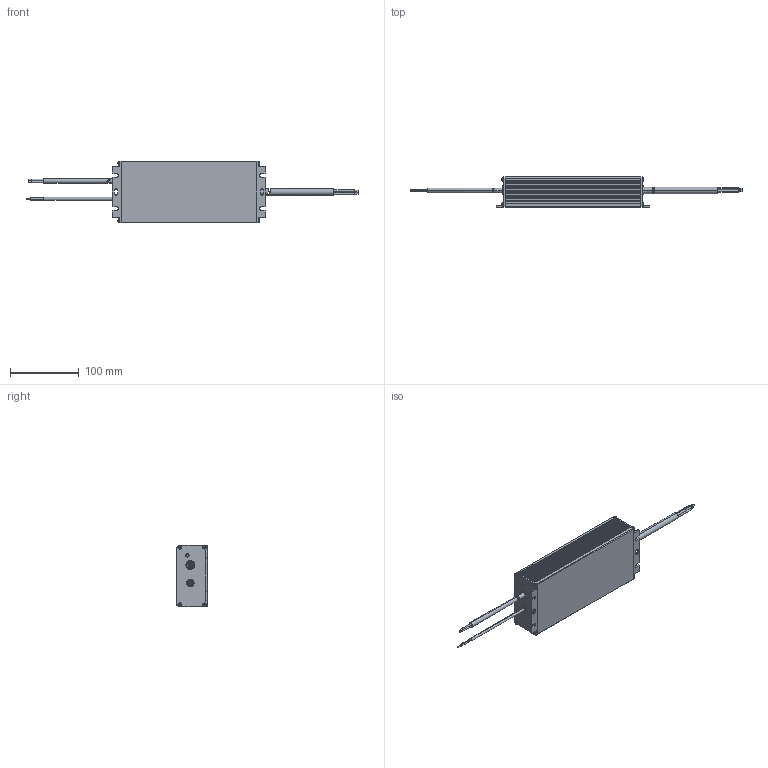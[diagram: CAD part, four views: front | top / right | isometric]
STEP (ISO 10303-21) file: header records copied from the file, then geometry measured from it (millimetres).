
FILE_DESCRIPTION (( 'STEP AP203' ), '1' );
FILE_NAME ('A5514_01 MT240105AQ_CP.STEP', '2015-03-09T03:01:10', ( 'Lenovo User' ), ( 'Lenovo (Beijing) Limited' ), 'SwSTEP 2.0', 'SolidWorks 2012', '' );
FILE_SCHEMA (( 'CONFIG_CONTROL_DESIGN' ));
Products named in the file (11): A5514_01 MT240105AQ_CP; 覃嫖盄旰; 怀堤盄旰; 输入线束10.3; 覃嫖誘盄杶; 誘盄杶; pan head cross recess screw_iso_ISO 7045 - M3 x 8 - Z --- 8N; A5514怀堤傷裔; A5514俋褲1; 橈埽菜え; A5514输入端盖
Assembly tree (19 placements, depth 2):
  A5514_01 MT240105AQ_CP
    A5514输入端盖
    橈埽菜え  x2
    A5514俋褲1
    A5514怀堤傷裔
    pan head cross recess screw_iso_ISO 7045 - M3 x 8 - Z --- 8N  x8
    誘盄杶  x2
    覃嫖誘盄杶
    输入线束10.3
    怀堤盄旰
    覃嫖盄旰
Bounding box: 482 x 44.5 x 90 mm (x, y, z)
Volume: 184327.6 mm3; surface area: 204329.5 mm2
Topology: 25 solids, 25 shells, 1817 faces, 5036 edges, 3288 vertices
Faces by surface type: plane 1147, cylinder 518, cone 88, torus 48, sphere 16
Entity records: 48895 total; most frequent: CARTESIAN_POINT 8503, ORIENTED_EDGE 8312, DIRECTION 8053, EDGE_CURVE 4156, VECTOR 3137, LINE 3137, VERTEX_POINT 2760, AXIS2_PLACEMENT_3D 2458
